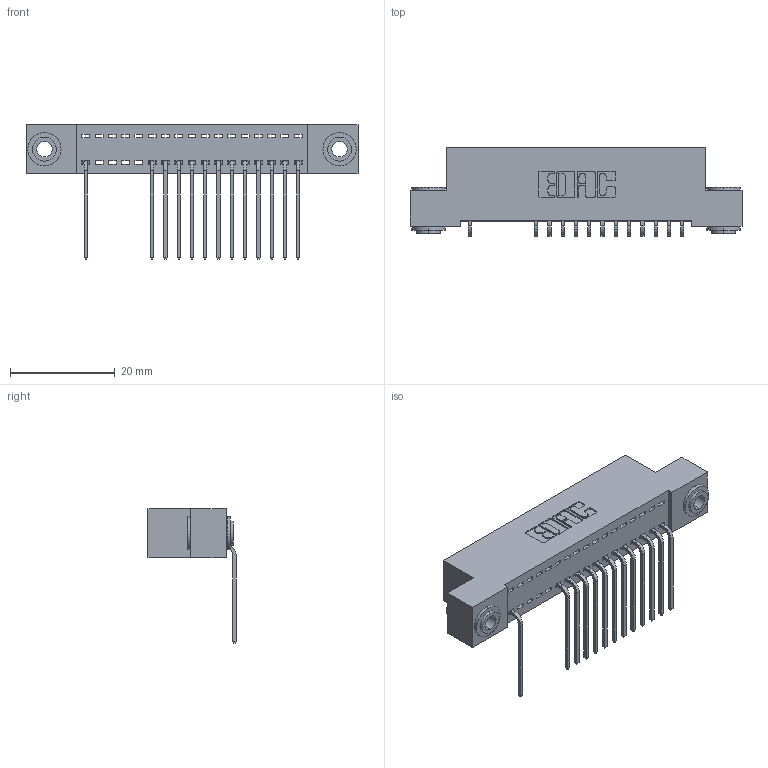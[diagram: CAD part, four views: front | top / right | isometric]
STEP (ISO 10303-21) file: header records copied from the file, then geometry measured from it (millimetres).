
FILE_DESCRIPTION (( 'STEP AP203' ), '1' );
FILE_NAME ('392-017-559-103.STEP', '2018-08-15T03:26:39', ( '' ), ( '' ), 'SwSTEP 2.0', 'SolidWorks 2016', '' );
FILE_SCHEMA (( 'CONFIG_CONTROL_DESIGN' ));
Length unit declared in the file: inch
Products named in the file (4): 342 Part_.156 TH; 345-292-001_558 559 Tail - 1; 342-250-002_345-250-002-102; 392-017-559-103
Assembly tree (16 placements, depth 2):
  392-017-559-103
    342 Part_.156 TH
    345-292-001_558 559 Tail - 1  x13
    342-250-002_345-250-002-102  x2
Bounding box: 63.5 x 16.83 x 25.78 mm (x, y, z)
Volume: 5496 mm3; surface area: 7838.9 mm2
Topology: 16 solids, 16 shells, 976 faces, 2909 edges, 1918 vertices
Faces by surface type: plane 696, cylinder 272, cone 8
Entity records: 14100 total; most frequent: CARTESIAN_POINT 2432, ORIENTED_EDGE 2382, DIRECTION 2131, EDGE_CURVE 1191, LINE 1039, VECTOR 1039, VERTEX_POINT 790, AXIS2_PLACEMENT_3D 546
